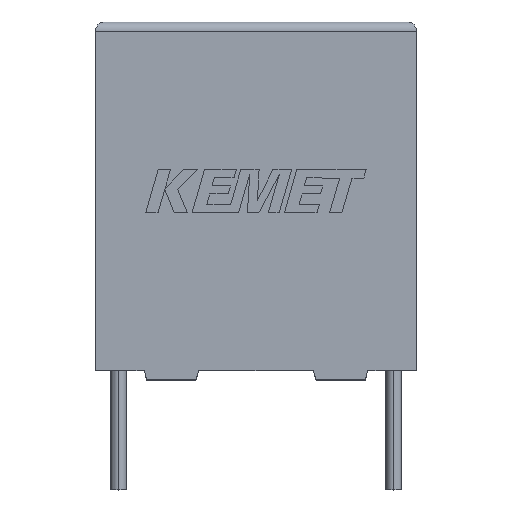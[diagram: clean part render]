
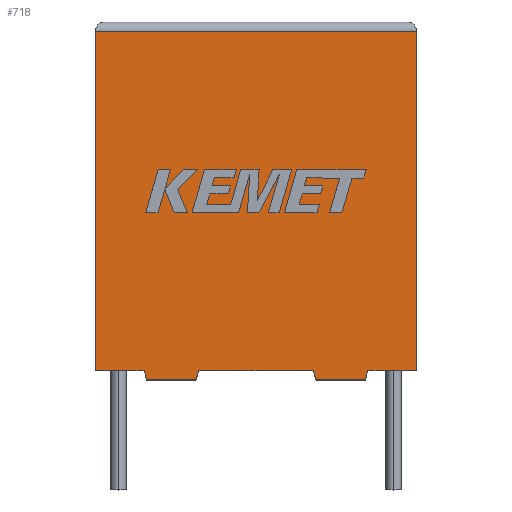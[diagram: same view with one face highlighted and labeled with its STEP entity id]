
A CAD part, top view. The second image highlights one B-rep face of the part: STEP entity #718.
In plain terms, the highlighted planar face has unit normal (0, 0, 1).
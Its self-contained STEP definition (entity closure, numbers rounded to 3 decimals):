
#42 = ORIENTED_EDGE ( 'NONE', *, *, #469, .F. ) ;
#105 = CARTESIAN_POINT ( 'NONE',  ( 2.65, 0., 11.5 ) ) ;
#146 = EDGE_CURVE ( 'NONE', #2492, #1405, #2561, .T. ) ;
#176 = LINE ( 'NONE', #1729, #964 ) ;
#190 = CARTESIAN_POINT ( 'NONE',  ( 0., 0., 11.5 ) ) ;
#229 = VECTOR ( 'NONE', #2871, 1000. ) ;
#274 = DIRECTION ( 'NONE',  ( -1., 0., 0. ) ) ;
#284 = EDGE_CURVE ( 'NONE', #2728, #290, #2167, .T. ) ;
#290 = VERTEX_POINT ( 'NONE', #3081 ) ;
#321 = ORIENTED_EDGE ( 'NONE', *, *, #541, .T. ) ;
#328 = ORIENTED_EDGE ( 'NONE', *, *, #2966, .T. ) ;
#339 = DIRECTION ( 'NONE',  ( 1., 0., 0. ) ) ;
#469 = EDGE_CURVE ( 'NONE', #1706, #994, #2252, .T. ) ;
#480 = VERTEX_POINT ( 'NONE', #534 ) ;
#484 = EDGE_CURVE ( 'NONE', #558, #1801, #867, .T. ) ;
#498 = ORIENTED_EDGE ( 'NONE', *, *, #484, .T. ) ;
#516 = LINE ( 'NONE', #2704, #229 ) ;
#518 = VECTOR ( 'NONE', #339, 1000. ) ;
#534 = CARTESIAN_POINT ( 'NONE',  ( 17.5, 18.5, 11.5 ) ) ;
#541 = EDGE_CURVE ( 'NONE', #2172, #558, #1261, .T. ) ;
#556 = VECTOR ( 'NONE', #1871, 1000. ) ;
#558 = VERTEX_POINT ( 'NONE', #2364 ) ;
#583 = DIRECTION ( 'NONE',  ( 1., 0., 0. ) ) ;
#709 = EDGE_CURVE ( 'NONE', #1405, #480, #516, .T. ) ;
#718 = ADVANCED_FACE ( 'NONE', ( #2837 ), #2114, .F. ) ;
#783 = DIRECTION ( 'NONE',  ( -1., 0., 0. ) ) ;
#867 = LINE ( 'NONE', #2541, #518 ) ;
#897 = ORIENTED_EDGE ( 'NONE', *, *, #2129, .F. ) ;
#926 = CARTESIAN_POINT ( 'NONE',  ( 5.478, -0.5, 11.5 ) ) ;
#964 = VECTOR ( 'NONE', #2202, 1000. ) ;
#994 = VERTEX_POINT ( 'NONE', #1422 ) ;
#1011 = CARTESIAN_POINT ( 'NONE',  ( 14.85, 0., 11.5 ) ) ;
#1014 = VECTOR ( 'NONE', #1814, 1000. ) ;
#1022 = DIRECTION ( 'NONE',  ( -0.287, -0.958, 0. ) ) ;
#1046 = VECTOR ( 'NONE', #2523, 1000. ) ;
#1077 = CARTESIAN_POINT ( 'NONE',  ( 14.7, -0.5, 11.5 ) ) ;
#1083 = CARTESIAN_POINT ( 'NONE',  ( 0., 0., 11.5 ) ) ;
#1118 = ORIENTED_EDGE ( 'NONE', *, *, #284, .T. ) ;
#1140 = CARTESIAN_POINT ( 'NONE',  ( 17.5, 0., 11.5 ) ) ;
#1185 = VECTOR ( 'NONE', #274, 1000. ) ;
#1261 = LINE ( 'NONE', #105, #2479 ) ;
#1311 = EDGE_LOOP ( 'NONE', ( #1800, #3039, #1585, #2658, #321, #498, #328, #1118, #897, #42, #2500, #2604 ) ) ;
#1362 = DIRECTION ( 'NONE',  ( 1., 0., 0. ) ) ;
#1371 = EDGE_CURVE ( 'NONE', #2848, #2172, #2759, .T. ) ;
#1405 = VERTEX_POINT ( 'NONE', #1140 ) ;
#1422 = CARTESIAN_POINT ( 'NONE',  ( 12.023, -0.5, 11.5 ) ) ;
#1453 = CARTESIAN_POINT ( 'NONE',  ( 0., 0., 11.5 ) ) ;
#1542 = CARTESIAN_POINT ( 'NONE',  ( 14.7, -0.5, 11.5 ) ) ;
#1585 = ORIENTED_EDGE ( 'NONE', *, *, #1956, .T. ) ;
#1681 = LINE ( 'NONE', #3055, #2612 ) ;
#1706 = VERTEX_POINT ( 'NONE', #1542 ) ;
#1729 = CARTESIAN_POINT ( 'NONE',  ( 5.478, -0.5, 11.5 ) ) ;
#1784 = CARTESIAN_POINT ( 'NONE',  ( 0., 0., 11.5 ) ) ;
#1800 = ORIENTED_EDGE ( 'NONE', *, *, #709, .T. ) ;
#1801 = VERTEX_POINT ( 'NONE', #926 ) ;
#1804 = AXIS2_PLACEMENT_3D ( 'NONE', #190, #2698, #2189 ) ;
#1814 = DIRECTION ( 'NONE',  ( 0., -1., 0. ) ) ;
#1849 = LINE ( 'NONE', #1900, #1046 ) ;
#1871 = DIRECTION ( 'NONE',  ( 1., 0., 0. ) ) ;
#1900 = CARTESIAN_POINT ( 'NONE',  ( 12.023, -0.5, 11.5 ) ) ;
#1956 = EDGE_CURVE ( 'NONE', #2307, #2848, #3020, .T. ) ;
#2010 = CARTESIAN_POINT ( 'NONE',  ( 2.65, 0., 11.5 ) ) ;
#2057 = LINE ( 'NONE', #3231, #2577 ) ;
#2076 = VECTOR ( 'NONE', #1362, 1000. ) ;
#2114 = PLANE ( 'NONE',  #1804 ) ;
#2129 = EDGE_CURVE ( 'NONE', #994, #290, #1849, .T. ) ;
#2167 = LINE ( 'NONE', #1453, #2365 ) ;
#2172 = VERTEX_POINT ( 'NONE', #2010 ) ;
#2189 = DIRECTION ( 'NONE',  ( -1., 0., 0. ) ) ;
#2202 = DIRECTION ( 'NONE',  ( 0.287, 0.958, 0. ) ) ;
#2252 = LINE ( 'NONE', #1077, #1185 ) ;
#2307 = VERTEX_POINT ( 'NONE', #3091 ) ;
#2364 = CARTESIAN_POINT ( 'NONE',  ( 2.8, -0.5, 11.5 ) ) ;
#2365 = VECTOR ( 'NONE', #583, 1000. ) ;
#2457 = CARTESIAN_POINT ( 'NONE',  ( 0., 0., 11.5 ) ) ;
#2479 = VECTOR ( 'NONE', #2902, 1000. ) ;
#2492 = VERTEX_POINT ( 'NONE', #1011 ) ;
#2500 = ORIENTED_EDGE ( 'NONE', *, *, #3106, .F. ) ;
#2523 = DIRECTION ( 'NONE',  ( -0.287, 0.958, 0. ) ) ;
#2541 = CARTESIAN_POINT ( 'NONE',  ( 2.8, -0.5, 11.5 ) ) ;
#2561 = LINE ( 'NONE', #1083, #556 ) ;
#2577 = VECTOR ( 'NONE', #1022, 1000. ) ;
#2604 = ORIENTED_EDGE ( 'NONE', *, *, #146, .T. ) ;
#2612 = VECTOR ( 'NONE', #783, 1000. ) ;
#2658 = ORIENTED_EDGE ( 'NONE', *, *, #1371, .T. ) ;
#2698 = DIRECTION ( 'NONE',  ( 0., 0., -1. ) ) ;
#2704 = CARTESIAN_POINT ( 'NONE',  ( 17.5, 0., 11.5 ) ) ;
#2728 = VERTEX_POINT ( 'NONE', #2737 ) ;
#2737 = CARTESIAN_POINT ( 'NONE',  ( 5.628, 0., 11.5 ) ) ;
#2759 = LINE ( 'NONE', #2861, #2076 ) ;
#2837 = FACE_OUTER_BOUND ( 'NONE', #1311, .T. ) ;
#2848 = VERTEX_POINT ( 'NONE', #2457 ) ;
#2861 = CARTESIAN_POINT ( 'NONE',  ( 0., 0., 11.5 ) ) ;
#2871 = DIRECTION ( 'NONE',  ( 0., 1., 0. ) ) ;
#2902 = DIRECTION ( 'NONE',  ( 0.287, -0.958, 0. ) ) ;
#2966 = EDGE_CURVE ( 'NONE', #1801, #2728, #176, .T. ) ;
#3020 = LINE ( 'NONE', #1784, #1014 ) ;
#3039 = ORIENTED_EDGE ( 'NONE', *, *, #3166, .T. ) ;
#3055 = CARTESIAN_POINT ( 'NONE',  ( 0., 18.5, 11.5 ) ) ;
#3081 = CARTESIAN_POINT ( 'NONE',  ( 11.873, 0., 11.5 ) ) ;
#3091 = CARTESIAN_POINT ( 'NONE',  ( 0., 18.5, 11.5 ) ) ;
#3106 = EDGE_CURVE ( 'NONE', #2492, #1706, #2057, .T. ) ;
#3166 = EDGE_CURVE ( 'NONE', #480, #2307, #1681, .T. ) ;
#3231 = CARTESIAN_POINT ( 'NONE',  ( 14.85, 0., 11.5 ) ) ;
